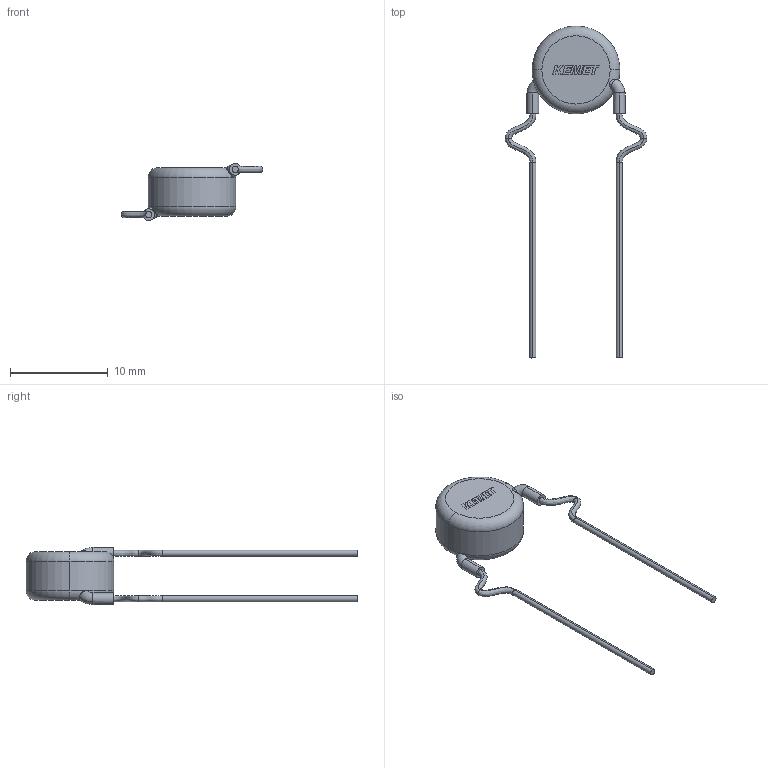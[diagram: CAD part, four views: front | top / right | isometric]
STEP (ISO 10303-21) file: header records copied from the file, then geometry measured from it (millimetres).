
FILE_DESCRIPTION (( 'STEP AP214' ), '1' );
FILE_NAME ('CCD_KCOC900_D9T5S10LL20F0.55.STEP', '2017-10-30T19:23:53', ( '' ), ( '' ), 'SwSTEP 2.0', 'SolidWorks 2014', '' );
FILE_SCHEMA (( 'AUTOMOTIVE_DESIGN' ));
Length unit declared in the file: millimetre
Products named in the file (1): CCD_KCOC900_D9T5S10LL20F0.55
Bounding box: 14.51 x 34 x 5.85 mm (x, y, z)
Volume: 332.1 mm3; surface area: 385.7 mm2
Topology: 4 solids, 4 shells, 93 faces, 231 edges, 150 vertices
Faces by surface type: plane 63, bspline 12, cylinder 10, torus 8
Entity records: 4248 total; most frequent: CARTESIAN_POINT 1613, ORIENTED_EDGE 462, DIRECTION 425, EDGE_CURVE 231, LINE 165, VECTOR 165, VERTEX_POINT 150, AXIS2_PLACEMENT_3D 130
